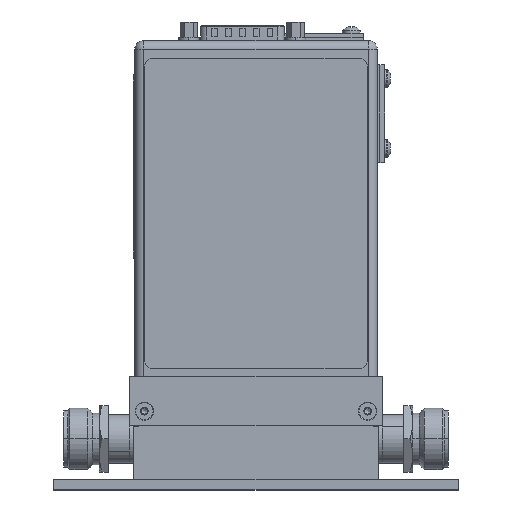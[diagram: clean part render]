
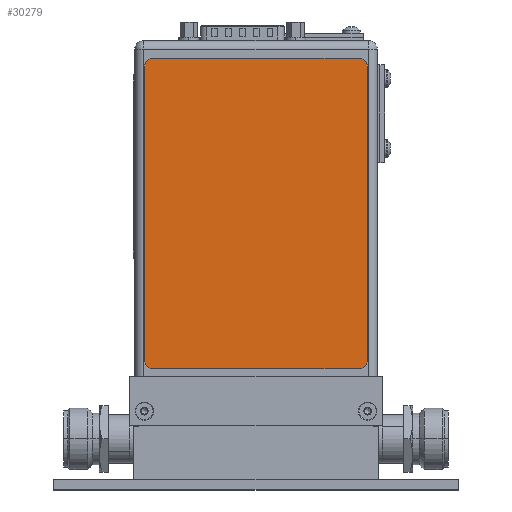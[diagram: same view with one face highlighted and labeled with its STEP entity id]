
A CAD part, top view. The second image highlights one B-rep face of the part: STEP entity #30279.
In plain terms, the highlighted planar face has unit normal (0, 0, 1).
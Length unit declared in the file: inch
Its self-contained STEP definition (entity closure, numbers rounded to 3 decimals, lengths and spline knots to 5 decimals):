
#30036=CARTESIAN_POINT('',(2.63,3.71,0.004));
#30037=DIRECTION('',(0.,0.,1.));
#30038=DIRECTION('',(1.,0.,0.));
#30039=AXIS2_PLACEMENT_3D('',#30036,#30037,#30038);
#30044=DIRECTION('',(0.,1.,0.));
#30045=VECTOR('',#30044,3.61);
#30046=CARTESIAN_POINT('',(2.73,0.1,0.004));
#30047=LINE('',#30046,#30045);
#30051=CARTESIAN_POINT('',(2.63,0.1,0.004));
#30052=DIRECTION('',(0.,0.,1.));
#30053=DIRECTION('',(0.,-1.,0.));
#30054=AXIS2_PLACEMENT_3D('',#30051,#30052,#30053);
#30059=DIRECTION('',(1.,0.,0.));
#30060=VECTOR('',#30059,2.53);
#30061=CARTESIAN_POINT('',(0.1,0.,0.004));
#30062=LINE('',#30061,#30060);
#30066=CARTESIAN_POINT('',(0.1,0.1,0.004));
#30067=DIRECTION('',(0.,0.,1.));
#30068=DIRECTION('',(-1.,0.,0.));
#30069=AXIS2_PLACEMENT_3D('',#30066,#30067,#30068);
#30074=DIRECTION('',(0.,-1.,0.));
#30075=VECTOR('',#30074,3.61);
#30076=CARTESIAN_POINT('',(0.,3.71,0.004));
#30077=LINE('',#30076,#30075);
#30081=CARTESIAN_POINT('',(0.1,3.71,0.004));
#30082=DIRECTION('',(0.,0.,1.));
#30083=DIRECTION('',(0.,1.,0.));
#30084=AXIS2_PLACEMENT_3D('',#30081,#30082,#30083);
#30089=DIRECTION('',(-1.,0.,0.));
#30090=VECTOR('',#30089,2.53);
#30091=CARTESIAN_POINT('',(2.63,3.81,0.004));
#30092=LINE('',#30091,#30090);
#30100=CARTESIAN_POINT('',(2.73,3.71,0.004));
#30101=VERTEX_POINT('',#30100);
#30102=CARTESIAN_POINT('',(2.63,3.81,0.004));
#30103=VERTEX_POINT('',#30102);
#30108=CARTESIAN_POINT('',(0.1,3.81,0.004));
#30109=VERTEX_POINT('',#30108);
#30110=CARTESIAN_POINT('',(0.,3.71,0.004));
#30111=VERTEX_POINT('',#30110);
#30116=CARTESIAN_POINT('',(0.,0.1,0.004));
#30117=VERTEX_POINT('',#30116);
#30118=CARTESIAN_POINT('',(0.1,0.,0.004));
#30119=VERTEX_POINT('',#30118);
#30122=CARTESIAN_POINT('',(2.73,0.1,0.004));
#30123=VERTEX_POINT('',#30122);
#30126=CARTESIAN_POINT('',(2.63,0.,0.004));
#30127=VERTEX_POINT('',#30126);
#30264=CARTESIAN_POINT('',(0.,0.,0.004));
#30265=DIRECTION('',(0.,0.,1.));
#30266=DIRECTION('',(1.,0.,0.));
#30267=AXIS2_PLACEMENT_3D('',#30264,#30265,#30266);
#30268=PLANE('',#30267);
#30269=ORIENTED_EDGE('',*,*,#30160,.F.);
#30270=ORIENTED_EDGE('',*,*,#30176,.F.);
#30271=ORIENTED_EDGE('',*,*,#30189,.F.);
#30272=ORIENTED_EDGE('',*,*,#30202,.F.);
#30273=ORIENTED_EDGE('',*,*,#30217,.F.);
#30274=ORIENTED_EDGE('',*,*,#30230,.F.);
#30275=ORIENTED_EDGE('',*,*,#30245,.F.);
#30276=ORIENTED_EDGE('',*,*,#30257,.F.);
#30277=EDGE_LOOP('',(#30269,#30270,#30271,#30272,#30273,#30274,#30275,#30276));
#30278=FACE_OUTER_BOUND('',#30277,.F.);
#30279=ADVANCED_FACE('',(#30278),#30268,.T.);
#30040=CIRCLE('',#30039,0.1);
#30055=CIRCLE('',#30054,0.1);
#30070=CIRCLE('',#30069,0.1);
#30085=CIRCLE('',#30084,0.1);
#30160=EDGE_CURVE('',#30101,#30103,#30040,.T.);
#30176=EDGE_CURVE('',#30123,#30101,#30047,.T.);
#30189=EDGE_CURVE('',#30127,#30123,#30055,.T.);
#30202=EDGE_CURVE('',#30119,#30127,#30062,.T.);
#30217=EDGE_CURVE('',#30117,#30119,#30070,.T.);
#30230=EDGE_CURVE('',#30111,#30117,#30077,.T.);
#30245=EDGE_CURVE('',#30109,#30111,#30085,.T.);
#30257=EDGE_CURVE('',#30103,#30109,#30092,.T.);
